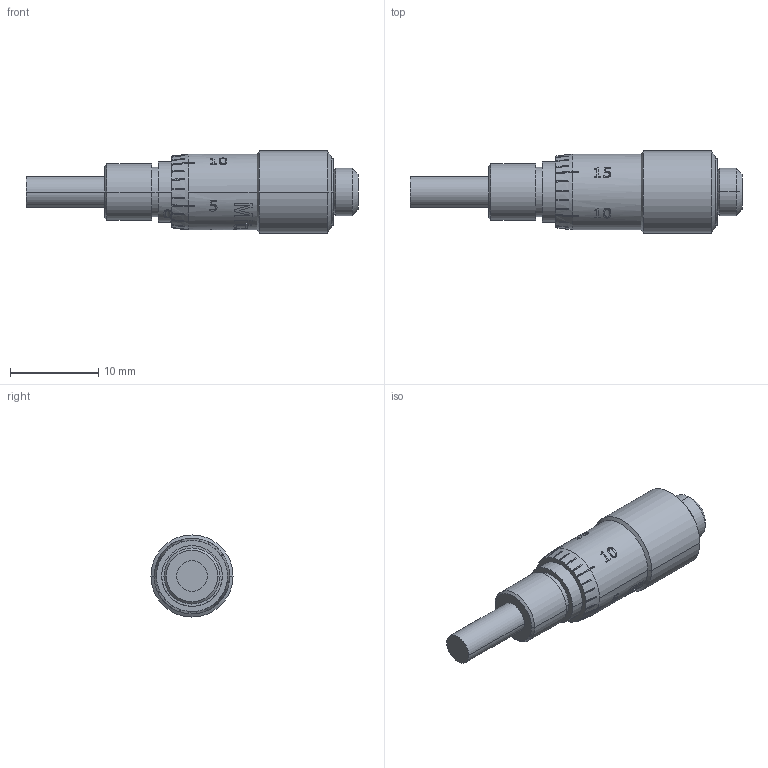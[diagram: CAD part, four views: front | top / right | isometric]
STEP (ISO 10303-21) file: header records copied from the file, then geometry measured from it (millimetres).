
FILE_DESCRIPTION (( 'STEP AP214' ), '1' );
FILE_NAME ('TTN017219-E0W.STEP', '2013-09-04T18:07:31', ( 'Admin' ), ( '' ), 'SwSTEP 2.0', 'SolidWorks 2012', '' );
FILE_SCHEMA (( 'AUTOMOTIVE_DESIGN' ));
Length unit declared in the file: inch
Products named in the file (1): TTN017219-E0W
Bounding box: 37.59 x 9.3 x 9.3 mm (x, y, z)
Volume: 1500.1 mm3; surface area: 1067.4 mm2
Topology: 2 solids, 2 shells, 424 faces, 1135 edges, 749 vertices
Faces by surface type: plane 184, bspline 125, cylinder 72, cone 43
Entity records: 28614 total; most frequent: CARTESIAN_POINT 13676, ORIENTED_EDGE 2270, DIRECTION 1419, EDGE_CURVE 1135, VERTEX_POINT 749, B_SPLINE_CURVE_WITH_KNOTS 540, AXIS2_PLACEMENT_3D 524, EDGE_LOOP 458
